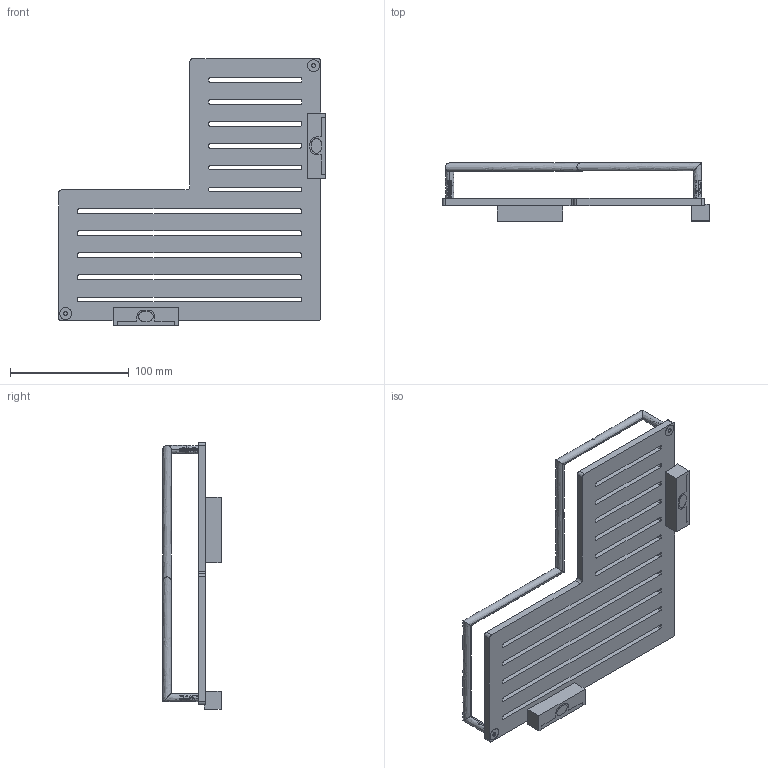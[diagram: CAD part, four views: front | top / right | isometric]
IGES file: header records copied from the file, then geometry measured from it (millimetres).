
Start section:  PTC IGES file: 28505.igs
Global section: file name: 28505.igs; native system: Creo Parametric by PTC Inc.; preprocessor: 2018400; author: jinson.thomas; organization: Unknown; date: 20220214.151859; units: inch
Bounding box: 224.61 x 49 x 224.61 mm (x, y, z)
Volume: 219295.2 mm3; surface area: 106076.1 mm2
Topology: 1 solids, 1 shells, 381 faces, 1042 edges, 670 vertices
Faces by surface type: revolution 226, bspline 155
